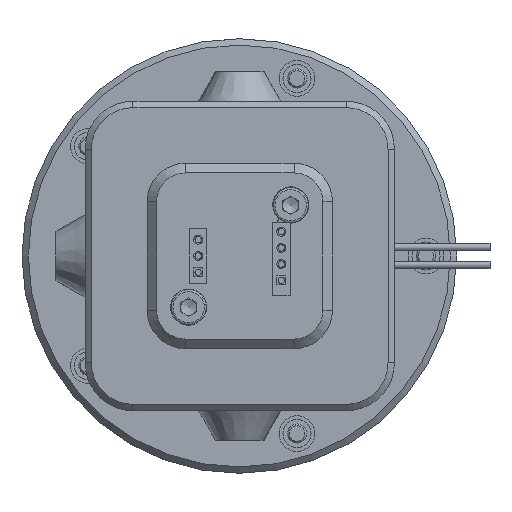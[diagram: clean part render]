
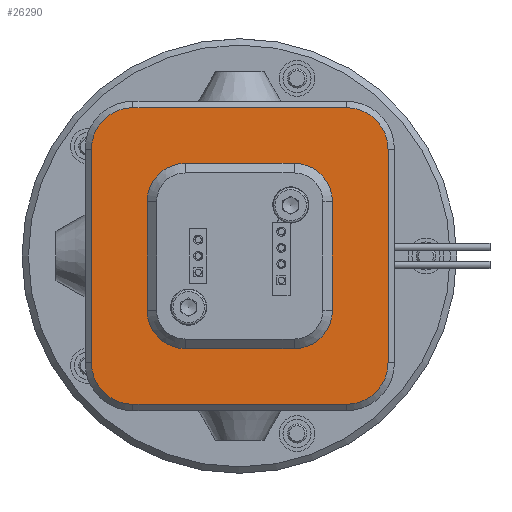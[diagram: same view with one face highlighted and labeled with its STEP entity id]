
A CAD part, front view. The second image highlights one B-rep face of the part: STEP entity #26290.
In plain terms, the highlighted planar face has unit normal (0, -1, 0).
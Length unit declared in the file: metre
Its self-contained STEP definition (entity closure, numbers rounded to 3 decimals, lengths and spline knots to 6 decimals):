
#2477=CIRCLE('',#31233,0.0035);
#2478=CIRCLE('',#31236,0.0035);
#2479=CIRCLE('',#31239,0.0035);
#2480=CIRCLE('',#31243,0.0035);
#2484=CIRCLE('',#31250,0.0065);
#2485=CIRCLE('',#31251,0.0065);
#2486=CIRCLE('',#31252,0.0065);
#2487=CIRCLE('',#31253,0.0065);
#6962=ORIENTED_EDGE('',*,*,#12283,.T.);
#6963=ORIENTED_EDGE('',*,*,#12284,.T.);
#6964=ORIENTED_EDGE('',*,*,#12285,.T.);
#6965=ORIENTED_EDGE('',*,*,#12286,.T.);
#6966=ORIENTED_EDGE('',*,*,#12287,.T.);
#6967=ORIENTED_EDGE('',*,*,#12288,.T.);
#6968=ORIENTED_EDGE('',*,*,#12289,.T.);
#6969=ORIENTED_EDGE('',*,*,#12290,.T.);
#6970=ORIENTED_EDGE('',*,*,#12252,.T.);
#6971=ORIENTED_EDGE('',*,*,#12254,.T.);
#6972=ORIENTED_EDGE('',*,*,#12256,.T.);
#6973=ORIENTED_EDGE('',*,*,#12258,.T.);
#6974=ORIENTED_EDGE('',*,*,#12260,.T.);
#6975=ORIENTED_EDGE('',*,*,#12262,.T.);
#6976=ORIENTED_EDGE('',*,*,#12265,.T.);
#6977=ORIENTED_EDGE('',*,*,#12264,.T.);
#12252=EDGE_CURVE('',#15245,#15246,#2477,.F.);
#12254=EDGE_CURVE('',#15246,#15247,#17786,.T.);
#12256=EDGE_CURVE('',#15247,#15248,#2478,.F.);
#12258=EDGE_CURVE('',#15248,#15249,#17789,.T.);
#12260=EDGE_CURVE('',#15249,#15250,#2479,.F.);
#12262=EDGE_CURVE('',#15250,#15251,#17792,.T.);
#12264=EDGE_CURVE('',#15252,#15245,#17794,.T.);
#12265=EDGE_CURVE('',#15251,#15252,#2480,.F.);
#12283=EDGE_CURVE('',#15269,#15270,#2484,.T.);
#12284=EDGE_CURVE('',#15270,#15271,#17809,.T.);
#12285=EDGE_CURVE('',#15271,#15272,#2485,.T.);
#12286=EDGE_CURVE('',#15272,#15273,#17810,.T.);
#12287=EDGE_CURVE('',#15273,#15274,#2486,.T.);
#12288=EDGE_CURVE('',#15274,#15275,#17811,.T.);
#12289=EDGE_CURVE('',#15275,#15276,#2487,.T.);
#12290=EDGE_CURVE('',#15276,#15269,#17812,.T.);
#15245=VERTEX_POINT('',#43954);
#15246=VERTEX_POINT('',#43956);
#15247=VERTEX_POINT('',#43960);
#15248=VERTEX_POINT('',#43964);
#15249=VERTEX_POINT('',#43968);
#15250=VERTEX_POINT('',#43972);
#15251=VERTEX_POINT('',#43976);
#15252=VERTEX_POINT('',#43980);
#15269=VERTEX_POINT('',#44021);
#15270=VERTEX_POINT('',#44022);
#15271=VERTEX_POINT('',#44024);
#15272=VERTEX_POINT('',#44026);
#15273=VERTEX_POINT('',#44028);
#15274=VERTEX_POINT('',#44030);
#15275=VERTEX_POINT('',#44032);
#15276=VERTEX_POINT('',#44034);
#17786=LINE('',#43961,#19849);
#17789=LINE('',#43969,#19852);
#17792=LINE('',#43977,#19855);
#17794=LINE('',#43981,#19857);
#17809=LINE('',#44023,#19872);
#17810=LINE('',#44027,#19873);
#17811=LINE('',#44031,#19874);
#17812=LINE('',#44035,#19875);
#19849=VECTOR('',#36496,1.);
#19852=VECTOR('',#36505,1.);
#19855=VECTOR('',#36514,1.);
#19857=VECTOR('',#36518,1.);
#19872=VECTOR('',#36551,1.);
#19873=VECTOR('',#36554,1.);
#19874=VECTOR('',#36557,1.);
#19875=VECTOR('',#36560,1.);
#21488=EDGE_LOOP('',(#6962,#6963,#6964,#6965,#6966,#6967,#6968,#6969));
#21489=EDGE_LOOP('',(#6970,#6971,#6972,#6973,#6974,#6975,#6976,#6977));
#23540=FACE_BOUND('',#21488,.T.);
#23541=FACE_BOUND('',#21489,.T.);
#25173=PLANE('',#31249);
#26290=ADVANCED_FACE('',(#23540,#23541),#25173,.T.);
#31233=AXIS2_PLACEMENT_3D('',#43957,#36491,#36492);
#31236=AXIS2_PLACEMENT_3D('',#43965,#36500,#36501);
#31239=AXIS2_PLACEMENT_3D('',#43973,#36509,#36510);
#31243=AXIS2_PLACEMENT_3D('',#43983,#36521,#36522);
#31249=AXIS2_PLACEMENT_3D('',#44019,#36547,#36548);
#31250=AXIS2_PLACEMENT_3D('',#44020,#36549,#36550);
#31251=AXIS2_PLACEMENT_3D('',#44025,#36552,#36553);
#31252=AXIS2_PLACEMENT_3D('',#44029,#36555,#36556);
#31253=AXIS2_PLACEMENT_3D('',#44033,#36558,#36559);
#36491=DIRECTION('',(0.,-1.,0.));
#36492=DIRECTION('',(1.,0.,0.));
#36496=DIRECTION('',(0.,0.,1.));
#36500=DIRECTION('',(0.,-1.,0.));
#36501=DIRECTION('',(1.,0.,0.));
#36505=DIRECTION('',(1.,0.,0.));
#36509=DIRECTION('',(0.,-1.,0.));
#36510=DIRECTION('',(1.,0.,0.));
#36514=DIRECTION('',(0.,0.,-1.));
#36518=DIRECTION('',(-1.,0.,0.));
#36521=DIRECTION('',(0.,-1.,0.));
#36522=DIRECTION('',(1.,0.,0.));
#36547=DIRECTION('',(0.,-1.,0.));
#36548=DIRECTION('',(0.,0.,-1.));
#36549=DIRECTION('',(0.,-1.,0.));
#36550=DIRECTION('',(1.,0.,0.));
#36551=DIRECTION('',(-1.,0.,0.));
#36552=DIRECTION('',(0.,-1.,0.));
#36553=DIRECTION('',(1.,0.,0.));
#36554=DIRECTION('',(0.,0.,-1.));
#36555=DIRECTION('',(0.,-1.,0.));
#36556=DIRECTION('',(1.,0.,0.));
#36557=DIRECTION('',(1.,0.,0.));
#36558=DIRECTION('',(0.,-1.,0.));
#36559=DIRECTION('',(1.,0.,0.));
#36560=DIRECTION('',(0.,0.,1.));
#43954=CARTESIAN_POINT('',(-0.0085,0.,-0.012));
#43956=CARTESIAN_POINT('',(-0.012,0.,-0.0085));
#43957=CARTESIAN_POINT('',(-0.0085,0.,-0.0085));
#43960=CARTESIAN_POINT('',(-0.012,0.,0.0085));
#43961=CARTESIAN_POINT('',(-0.012,0.,0.007375));
#43964=CARTESIAN_POINT('',(-0.0085,0.,0.012));
#43965=CARTESIAN_POINT('',(-0.0085,0.,0.0085));
#43968=CARTESIAN_POINT('',(0.0085,0.,0.012));
#43969=CARTESIAN_POINT('',(0.007375,0.,0.012));
#43972=CARTESIAN_POINT('',(0.012,0.,0.0085));
#43973=CARTESIAN_POINT('',(0.0085,0.,0.0085));
#43976=CARTESIAN_POINT('',(0.012,0.,-0.0085));
#43977=CARTESIAN_POINT('',(0.012,0.,-0.007375));
#43980=CARTESIAN_POINT('',(0.0085,0.,-0.012));
#43981=CARTESIAN_POINT('',(-0.007375,0.,-0.012));
#43983=CARTESIAN_POINT('',(0.0085,0.,-0.0085));
#44019=CARTESIAN_POINT('',(-0.0085,0.,0.0085));
#44020=CARTESIAN_POINT('',(0.0167,0.,0.0167));
#44021=CARTESIAN_POINT('',(0.0232,0.,0.0167));
#44022=CARTESIAN_POINT('',(0.0167,0.,0.0232));
#44023=CARTESIAN_POINT('',(-0.0167,0.,0.0232));
#44024=CARTESIAN_POINT('',(-0.0167,0.,0.0232));
#44025=CARTESIAN_POINT('',(-0.0167,0.,0.0167));
#44026=CARTESIAN_POINT('',(-0.0232,0.,0.0167));
#44027=CARTESIAN_POINT('',(-0.0232,0.,-0.0167));
#44028=CARTESIAN_POINT('',(-0.0232,0.,-0.0167));
#44029=CARTESIAN_POINT('',(-0.0167,0.,-0.0167));
#44030=CARTESIAN_POINT('',(-0.0167,0.,-0.0232));
#44031=CARTESIAN_POINT('',(-0.0085,0.,-0.0232));
#44032=CARTESIAN_POINT('',(0.0167,0.,-0.0232));
#44033=CARTESIAN_POINT('',(0.0167,0.,-0.0167));
#44034=CARTESIAN_POINT('',(0.0232,0.,-0.0167));
#44035=CARTESIAN_POINT('',(0.0232,0.,0.0085));
